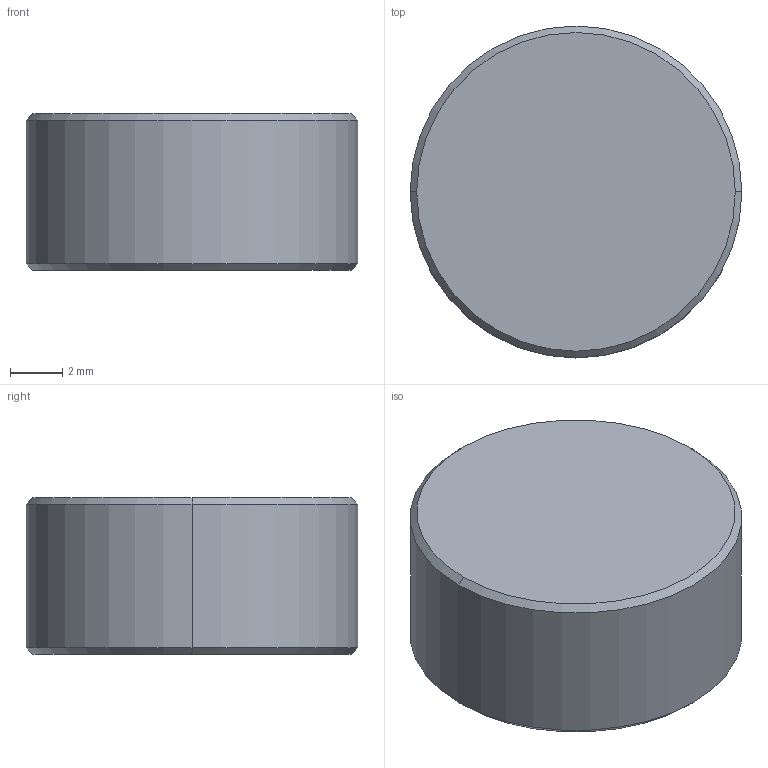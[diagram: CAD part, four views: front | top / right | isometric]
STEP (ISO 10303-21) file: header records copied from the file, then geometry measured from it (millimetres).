
FILE_DESCRIPTION (( 'STEP AP203' ), '1' );
FILE_NAME ('TTN045134-E0W.STEP', '2015-10-07T18:00:18', ( 'admin' ), ( '' ), 'SwSTEP 2.0', 'SolidWorks 2014', '' );
FILE_SCHEMA (( 'CONFIG_CONTROL_DESIGN' ));
Length unit declared in the file: millimetre
Products named in the file (1): TTN045134-E0W
Bounding box: 12.7 x 12.7 x 6 mm (x, y, z)
Volume: 757.6 mm3; surface area: 480.9 mm2
Topology: 1 solids, 1 shells, 259 faces, 680 edges, 452 vertices
Faces by surface type: plane 144, bspline 109, cone 4, cylinder 2
Entity records: 13801 total; most frequent: CARTESIAN_POINT 8069, ORIENTED_EDGE 1360, DIRECTION 772, EDGE_CURVE 680, VECTOR 454, LINE 454, VERTEX_POINT 452, EDGE_LOOP 288
